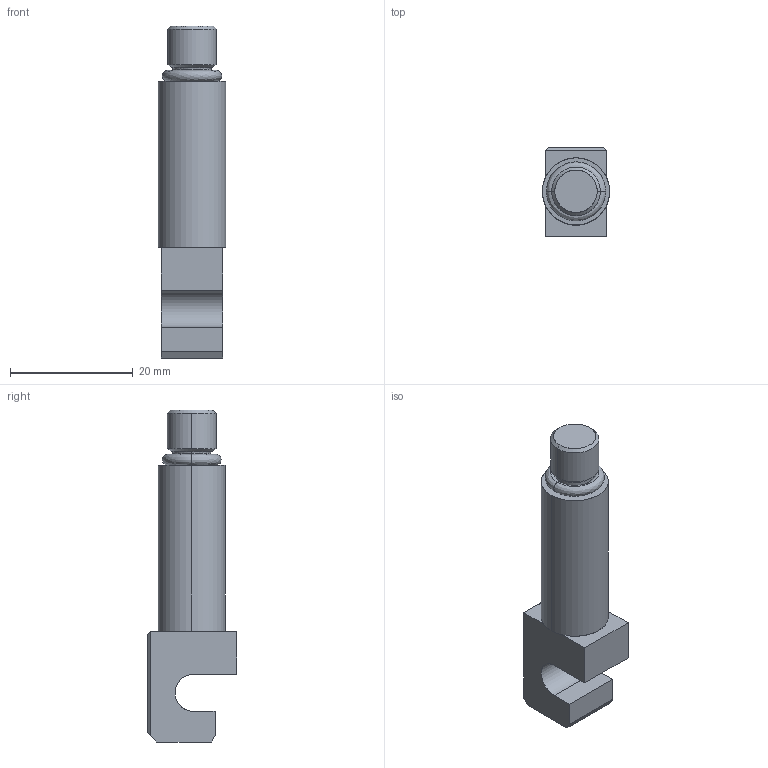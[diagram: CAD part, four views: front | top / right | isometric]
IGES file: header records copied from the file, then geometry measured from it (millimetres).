
Start section: SolidWorks IGES file using analytic representation for surfaces
Global section: file name: RPRN0114540.igs; native system: SolidWorks 2016; preprocessor: SolidWorks 2016; author: serviziopdm; date: 170203.101937; units: millimetre
Bounding box: 10.92 x 14.5 x 54.03 mm (x, y, z)
Surface area: 2567.3 mm2 (no closed solid volume)
Topology: 0 solids, 0 shells, 34 faces, 296 edges, 296 vertices
Faces by surface type: bspline 23, revolution 11
